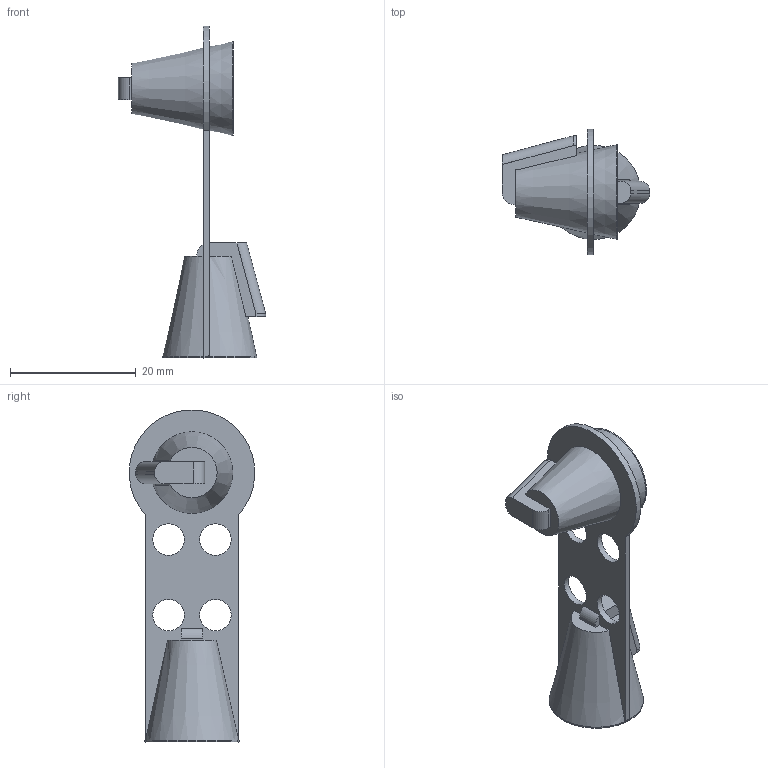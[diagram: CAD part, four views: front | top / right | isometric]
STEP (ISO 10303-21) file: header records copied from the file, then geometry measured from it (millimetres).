
FILE_DESCRIPTION(/* description */ (''),/* implementation_level */ '2;1');
FILE_NAME(/* name */ 'antebrazo_pot.step',/* time_stamp */ '2024-10-27T01:10:11-03:00',/* author */ (''),/* organization */ (''),/* preprocessor_version */ 'ST-DEVELOPER v20',/* originating_system */ 'Autodesk Translation Framework v13.20.0.188',/* authorisation */ '');
FILE_SCHEMA (('AUTOMOTIVE_DESIGN { 1 0 10303 214 3 1 1 }'));
Length unit declared in the file: millimetre
Products named in the file (1): perilla
Bounding box: 23.43 x 19.98 x 52.83 mm (x, y, z)
Volume: 2700 mm3; surface area: 3561 mm2
Topology: 1 solids, 1 shells, 266 faces, 750 edges, 494 vertices
Faces by surface type: plane 220, cylinder 24, bspline 12, cone 10
Full cylindrical faces by diameter (mm): 5 x4, 6.6 x2, 12.28 x2, 15 x1
Entity records: 8684 total; most frequent: CARTESIAN_POINT 2145, ORIENTED_EDGE 1500, DIRECTION 1216, EDGE_CURVE 750, VERTEX_POINT 494, LINE 466, VECTOR 466, AXIS2_PLACEMENT_3D 375
